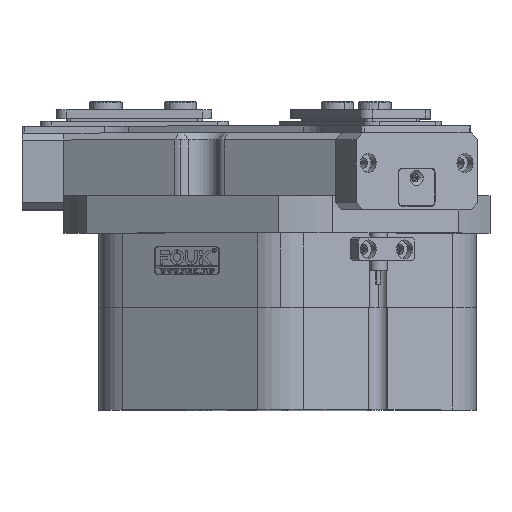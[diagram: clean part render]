
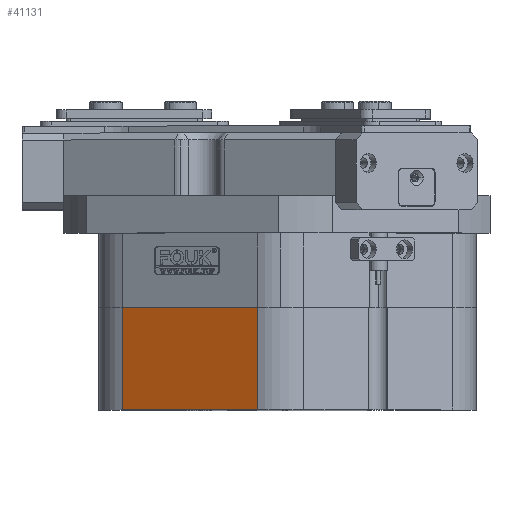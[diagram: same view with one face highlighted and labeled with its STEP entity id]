
A CAD part, top view. The second image highlights one B-rep face of the part: STEP entity #41131.
In plain terms, the highlighted face is planar.
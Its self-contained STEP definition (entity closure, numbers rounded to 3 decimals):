
#392 = ORIENTED_EDGE ( 'NONE', *, *, #40751, .T. ) ;
#1116 = CARTESIAN_POINT ( 'NONE',  ( 70., 0., -54.271 ) ) ;
#1599 = CARTESIAN_POINT ( 'NONE',  ( 12., 0., -87.757 ) ) ;
#4315 = VERTEX_POINT ( 'NONE', #23255 ) ;
#4897 = VECTOR ( 'NONE', #37649, 1000. ) ;
#6610 = PLANE ( 'NONE',  #16686 ) ;
#8267 = EDGE_CURVE ( 'NONE', #4315, #31840, #27014, .T. ) ;
#12353 = CARTESIAN_POINT ( 'NONE',  ( 12., 0., -87.757 ) ) ;
#13033 = EDGE_CURVE ( 'NONE', #47124, #15125, #41136, .T. ) ;
#14396 = VECTOR ( 'NONE', #40916, 1000. ) ;
#15125 = VERTEX_POINT ( 'NONE', #22684 ) ;
#16686 = AXIS2_PLACEMENT_3D ( 'NONE', #44113, #36344, #17829 ) ;
#17829 = DIRECTION ( 'NONE',  ( -0.866, 0., -0.5 ) ) ;
#20347 = DIRECTION ( 'NONE',  ( 0., 1., 0. ) ) ;
#21206 = CARTESIAN_POINT ( 'NONE',  ( 41., 0., -71.014 ) ) ;
#22684 = CARTESIAN_POINT ( 'NONE',  ( 12., 44., -87.757 ) ) ;
#23255 = CARTESIAN_POINT ( 'NONE',  ( 70., 44., -54.271 ) ) ;
#24321 = LINE ( 'NONE', #21206, #14396 ) ;
#26542 = EDGE_CURVE ( 'NONE', #4315, #15125, #44964, .T. ) ;
#27014 = LINE ( 'NONE', #47820, #44422 ) ;
#29524 = FACE_OUTER_BOUND ( 'NONE', #47402, .T. ) ;
#31840 = VERTEX_POINT ( 'NONE', #1116 ) ;
#33195 = DIRECTION ( 'NONE',  ( 0., -1., 0. ) ) ;
#33895 = CARTESIAN_POINT ( 'NONE',  ( 164., 44., 0. ) ) ;
#36344 = DIRECTION ( 'NONE',  ( 0.5, 0., -0.866 ) ) ;
#37649 = DIRECTION ( 'NONE',  ( -0.866, 0., -0.5 ) ) ;
#39309 = ORIENTED_EDGE ( 'NONE', *, *, #26542, .F. ) ;
#40751 = EDGE_CURVE ( 'NONE', #31840, #47124, #24321, .T. ) ;
#40916 = DIRECTION ( 'NONE',  ( -0.866, 0., -0.5 ) ) ;
#41130 = ORIENTED_EDGE ( 'NONE', *, *, #13033, .T. ) ;
#41131 = ADVANCED_FACE ( 'NONE', ( #29524 ), #6610, .T. ) ;
#41136 = LINE ( 'NONE', #12353, #48116 ) ;
#44113 = CARTESIAN_POINT ( 'NONE',  ( 164., 0., 0. ) ) ;
#44422 = VECTOR ( 'NONE', #33195, 1000. ) ;
#44964 = LINE ( 'NONE', #33895, #4897 ) ;
#47124 = VERTEX_POINT ( 'NONE', #1599 ) ;
#47215 = ORIENTED_EDGE ( 'NONE', *, *, #8267, .T. ) ;
#47402 = EDGE_LOOP ( 'NONE', ( #39309, #47215, #392, #41130 ) ) ;
#47820 = CARTESIAN_POINT ( 'NONE',  ( 70., 0., -54.271 ) ) ;
#48116 = VECTOR ( 'NONE', #20347, 1000. ) ;
